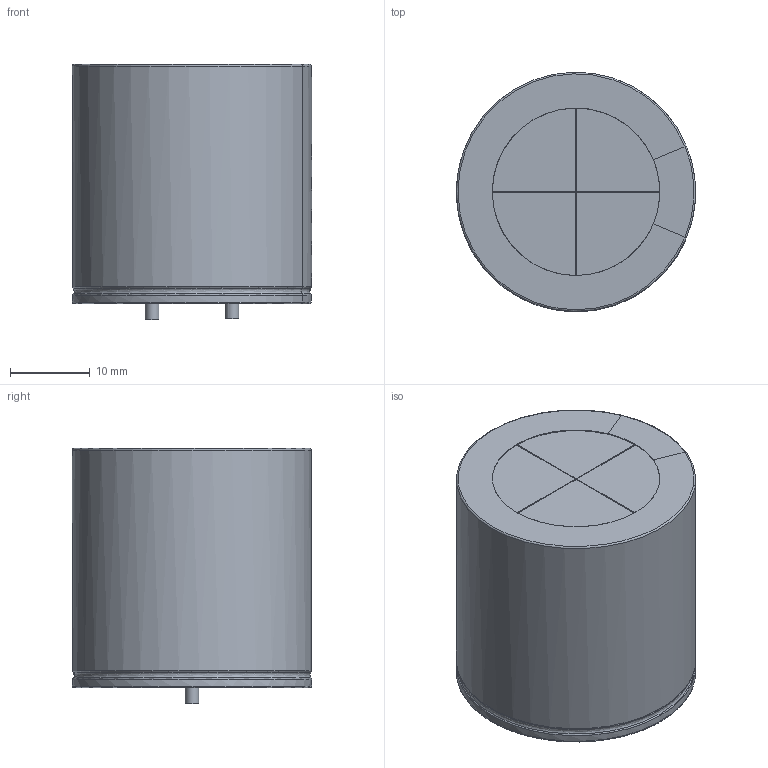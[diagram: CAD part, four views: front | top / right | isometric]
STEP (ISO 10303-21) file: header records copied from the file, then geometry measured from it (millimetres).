
FILE_DESCRIPTION(/* description */ ('model of CP_Radial_D30.0mm_P10.00mm_SnapIn'),/* implementation_level */ '2;1');
FILE_NAME(/* name */ 'CP_Radial_D30.0mm_P10.00mm_SnapIn.step',/* time_stamp */ '2017-05-20T20:36:34',/* author */ ('kicad StepUp','ksu'),/* organization */ ('FreeCAD'),/* preprocessor_version */ 'OCC',/* originating_system */ 'kicad StepUp',/* authorisation */ '');
FILE_SCHEMA(('AUTOMOTIVE_DESIGN_CC2 { 1 2 10303 214 -1 1 5 4 }'));
Length unit declared in the file: millimetre
Products named in the file (1): CP_Radial_D300mm_P1000mm_SnapIn
Bounding box: 30 x 30 x 32 mm (x, y, z)
Volume: 21063.5 mm3; surface area: 4984.7 mm2
Topology: 1 solids, 2 shells, 53 faces, 173 edges, 132 vertices
Faces by surface type: plane 23, cylinder 19, bspline 5, revolution 4, torus 2
Full cylindrical faces by diameter (mm): 1.7 x2
Entity records: 2496 total; most frequent: CARTESIAN_POINT 1314, ORIENTED_EDGE 305, EDGE_CURVE 173, VERTEX_POINT 132, AXIS2_PLACEMENT_3D 68, FACE_BOUND 61, EDGE_LOOP 61, B_SPLINE_CURVE_WITH_KNOTS 57
